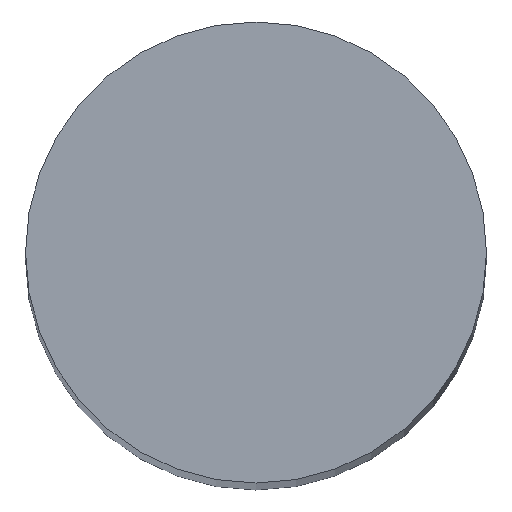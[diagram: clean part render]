
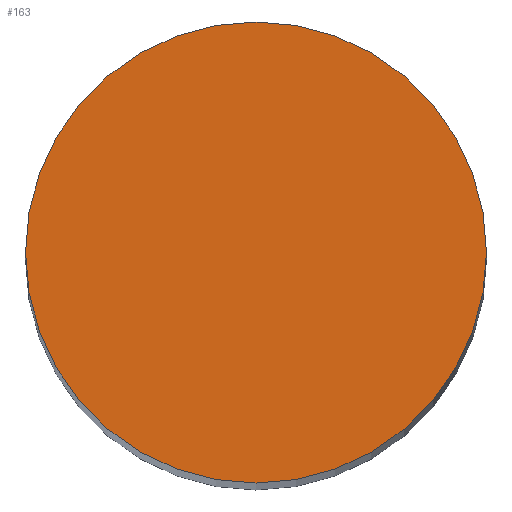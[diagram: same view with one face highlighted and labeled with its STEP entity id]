
A CAD part, top view. The second image highlights one B-rep face of the part: STEP entity #163.
In plain terms, the highlighted planar face has unit normal (0, 0, 1).
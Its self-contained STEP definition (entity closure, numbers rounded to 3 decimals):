
#163=ADVANCED_FACE('240[2]',(#426),#427,.F.);
#305=EDGE_CURVE('240[2]',#620,#620,#621,.F.);
#426=FACE_OUTER_BOUND('',#776,.T.);
#427=PLANE('',#777);
#620=VERTEX_POINT('',#1107);
#621=CIRCLE('',#1108,3.0);
#776=EDGE_LOOP('',(#1257));
#777=AXIS2_PLACEMENT_3D('',#1258,#1259,#1260);
#1107=CARTESIAN_POINT('',(-1.05,0.,70.0));
#1108=AXIS2_PLACEMENT_3D('',#1479,#1480,#1481);
#1257=ORIENTED_EDGE('',*,*,#305,.T.);
#1258=CARTESIAN_POINT('',(1.95,0.,70.0));
#1259=DIRECTION('',(0.,0.,-1.0));
#1260=DIRECTION('',(1.0,0.,0.));
#1479=CARTESIAN_POINT('',(1.95,0.,70.0));
#1480=DIRECTION('',(0.,0.,-1.0));
#1481=DIRECTION('',(0.,1.0,0.));
